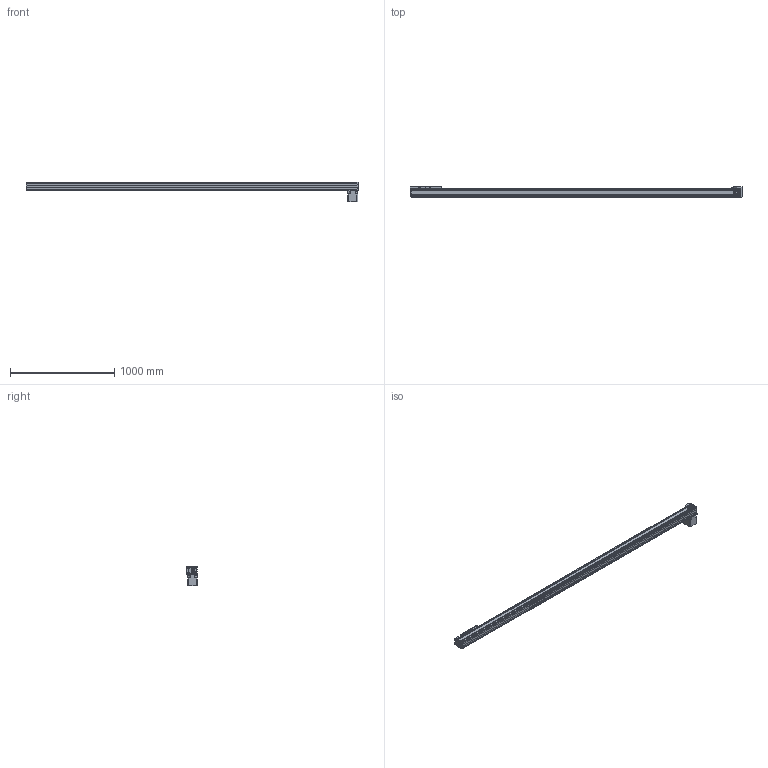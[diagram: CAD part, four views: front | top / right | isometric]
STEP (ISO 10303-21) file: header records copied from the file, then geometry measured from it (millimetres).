
FILE_DESCRIPTION((''),'2;1');
FILE_NAME('AXC80-ZPL__-LR47-2800-3180','2008-04-17T',(''),(''),'PRO/ENGINEER BY PARAMETRIC TECHNOLOGY CORPORATION, 2004280','PRO/ENGINEER BY PARAMETRIC TECHNOLOGY CORPORATION, 2004280','');
FILE_SCHEMA(('AUTOMOTIVE_DESIGN { 1 2 10303 214 0 1 1 1 }'));
Length unit declared in the file: millimetre
Products named in the file (4): AXC80-ZPL__-LR47-2800-3180_01; AXC80-ZPL__-LR47-2800-3180_02; AXC80-ZPL__-LR47-2800-3180_03; AXC80-ZPL__-LR47-2800-3180
Assembly tree (3 placements, depth 2):
  AXC80-ZPL__-LR47-2800-3180
    AXC80-ZPL__-LR47-2800-3180_01
    AXC80-ZPL__-LR47-2800-3180_02
    AXC80-ZPL__-LR47-2800-3180_03
Bounding box: 3180 x 104 x 190 mm (x, y, z)
Volume: 19769679.3 mm3; surface area: 1718006.6 mm2
Topology: 3 solids, 3 shells, 1840 faces, 5141 edges, 3346 vertices
Faces by surface type: cylinder 913, plane 751, cone 136, torus 40
Entity records: 66864 total; most frequent: CARTESIAN_POINT 18186, DIRECTION 10561, ORIENTED_EDGE 10250, EDGE_CURVE 5125, AXIS2_PLACEMENT_3D 3913, VERTEX_POINT 3346, VECTOR 2735, LINE 2735
